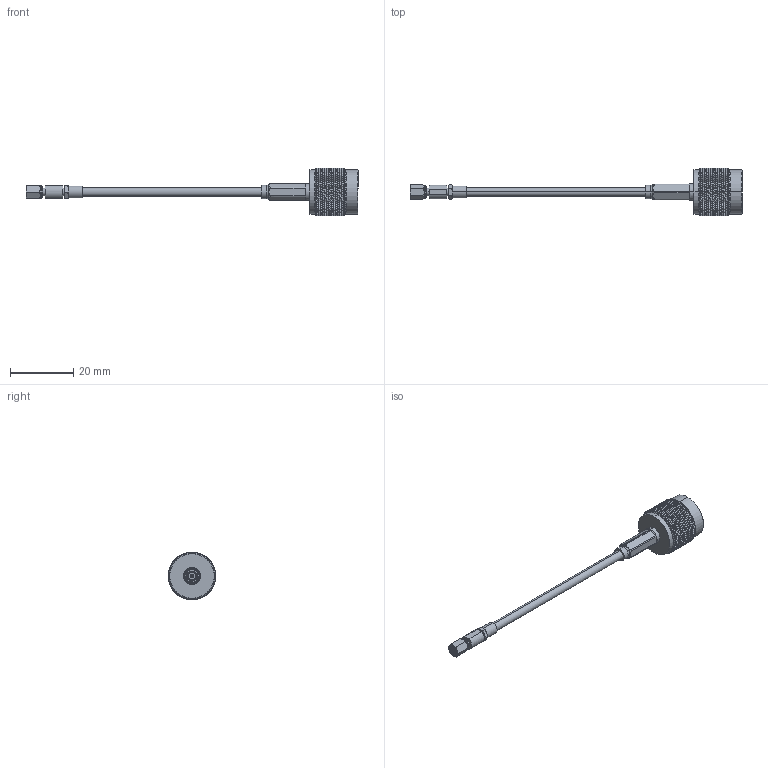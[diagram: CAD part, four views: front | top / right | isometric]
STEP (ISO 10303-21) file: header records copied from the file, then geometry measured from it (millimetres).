
FILE_DESCRIPTION (( 'STEP AP214' ), '1' );
FILE_NAME ('PE3C4434.step', '2020-04-20T16:52:27', ( '' ), ( '' ), 'SwSTEP 2.0', 'SolidWorks 2018', '' );
FILE_SCHEMA (( 'AUTOMOTIVE_DESIGN' ));
Length unit declared in the file: millimetre
Products named in the file (4): PE4302; PE45368___; PE3C4434; LMR-100A___
Assembly tree (3 placements, depth 2):
  PE3C4434
    LMR-100A___
    PE45368___
    PE4302
Bounding box: 104.66 x 14.99 x 14.99 mm (x, y, z)
Volume: 2614.4 mm3; surface area: 3516.3 mm2
Topology: 3 solids, 3 shells, 2887 faces, 6115 edges, 3252 vertices
Faces by surface type: bspline 2175, cylinder 576, plane 83, cone 49, torus 4
Entity records: 114625 total; most frequent: CARTESIAN_POINT 76803, ORIENTED_EDGE 12230, EDGE_CURVE 6115, VERTEX_POINT 3252, EDGE_LOOP 2907, ADVANCED_FACE 2887, FACE_OUTER_BOUND 2887, B_SPLINE_CURVE_WITH_KNOTS 2498
